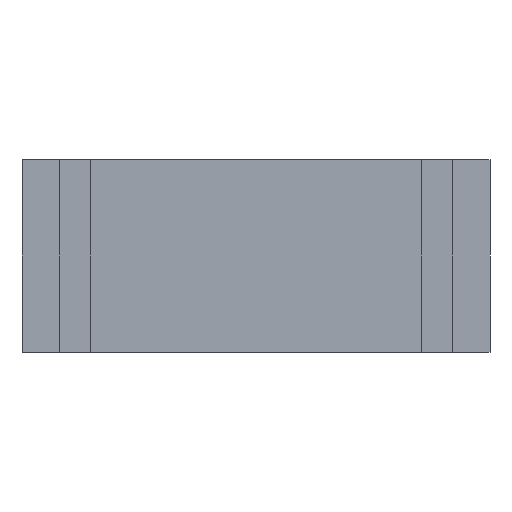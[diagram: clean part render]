
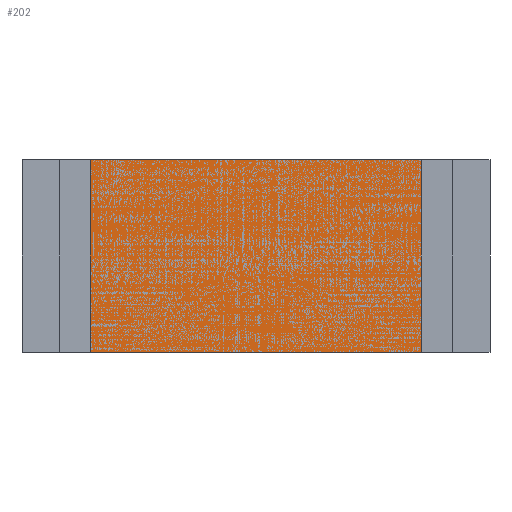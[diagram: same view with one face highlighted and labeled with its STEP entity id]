
A CAD part, front view. The second image highlights one B-rep face of the part: STEP entity #202.
In plain terms, the highlighted planar face has unit normal (0, -1, 0).
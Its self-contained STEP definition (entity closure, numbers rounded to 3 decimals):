
#202=ADVANCED_FACE('',(#1152),#1154,.T.);
#1152=FACE_BOUND('',#1153,.T.);
#1153=EDGE_LOOP('',(#1886,#1887,#1888,#1889));
#1154=PLANE('',#1155);
#1155=AXIS2_PLACEMENT_3D('',#1156,#1157,#1158);
#1156=CARTESIAN_POINT('',(-3.143,0.032,-7.862));
#1157=DIRECTION('',(0.,-1.,0.));
#1158=DIRECTION('',(1.,0.,0.));
#1886=ORIENTED_EDGE('',*,*,#2360,.F.);
#1887=ORIENTED_EDGE('',*,*,#2355,.T.);
#1888=ORIENTED_EDGE('',*,*,#2361,.T.);
#1889=ORIENTED_EDGE('',*,*,#2357,.F.);
#2355=EDGE_CURVE('',#2587,#2591,#2593,.T.);
#2357=EDGE_CURVE('',#2595,#2597,#2598,.T.);
#2360=EDGE_CURVE('',#2587,#2595,#2602,.T.);
#2361=EDGE_CURVE('',#2591,#2597,#2603,.T.);
#2587=VERTEX_POINT('',#2977);
#2591=VERTEX_POINT('',#2985);
#2593=LINE('',#2989,#2990);
#2595=VERTEX_POINT('',#2993);
#2597=VERTEX_POINT('',#2997);
#2598=LINE('',#2998,#2999);
#2602=LINE('',#3008,#3009);
#2603=LINE('',#3011,#3012);
#2977=CARTESIAN_POINT('',(-3.143,0.032,-1.55));
#2985=CARTESIAN_POINT('',(3.143,0.032,-1.55));
#2989=CARTESIAN_POINT('',(-3.143,0.032,-1.55));
#2990=VECTOR('',#2991,1.);
#2991=DIRECTION('',(1.,0.,0.));
#2993=CARTESIAN_POINT('',(-3.143,0.032,1.55));
#2997=CARTESIAN_POINT('',(3.143,0.032,1.55));
#2998=CARTESIAN_POINT('',(-3.143,0.032,1.55));
#2999=VECTOR('',#3000,1.);
#3000=DIRECTION('',(1.,0.,0.));
#3008=CARTESIAN_POINT('',(-3.143,0.032,-1.55));
#3009=VECTOR('',#3010,1.);
#3010=DIRECTION('',(0.,0.,1.));
#3011=CARTESIAN_POINT('',(3.143,0.032,-1.55));
#3012=VECTOR('',#3013,1.);
#3013=DIRECTION('',(0.,0.,1.));
